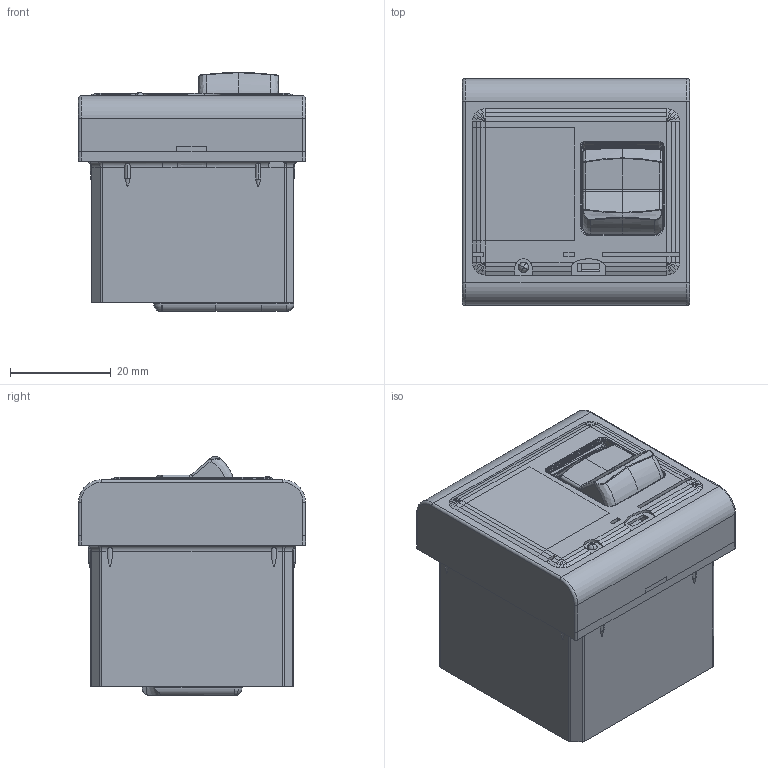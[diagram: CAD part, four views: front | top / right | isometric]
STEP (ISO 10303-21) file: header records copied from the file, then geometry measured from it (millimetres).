
FILE_DESCRIPTION(('CATIA V5 STEP Exchange','CAx-IF Rec.Pracs.--- Model Styling and Organization---1.5--- 2016-08-15','CAx-IF Rec.Pracs.---Supplemental Geometry---1.0---2011-11-01','CAx-IF Rec.Pracs.--- Composite Materials ---1.1---2010-07-15'),'2;1');
FILE_NAME ('015776-2_2', '2025-10-22T10:02:30+00:00', ('none'), ('Weidmueller'), 'CATIA Version 5-6 Release 2024 SP4', 'CATIA V5 STEP AP214 v3', 'none');
FILE_SCHEMA(('AUTOMOTIVE_DESIGN { 1 0 10303 214 1 1 1 1 }'));
Products named in the file (1): 1534250000
Bounding box: 45 x 45 x 47.37 mm (x, y, z)
Volume: 56152.7 mm3; surface area: 25829.5 mm2
Topology: 1 solids, 4 shells, 1858 faces, 5038 edges, 3125 vertices
Faces by surface type: plane 1381, cylinder 301, bspline 85, torus 36, sphere 28, cone 24, extrusion 3
Entity records: 57687 total; most frequent: CARTESIAN_POINT 14440, ORIENTED_EDGE 9980, DIRECTION 7194, EDGE_CURVE 4990, VECTOR 3895, LINE 3892, VERTEX_POINT 3125, AXIS2_PLACEMENT_3D 1917
